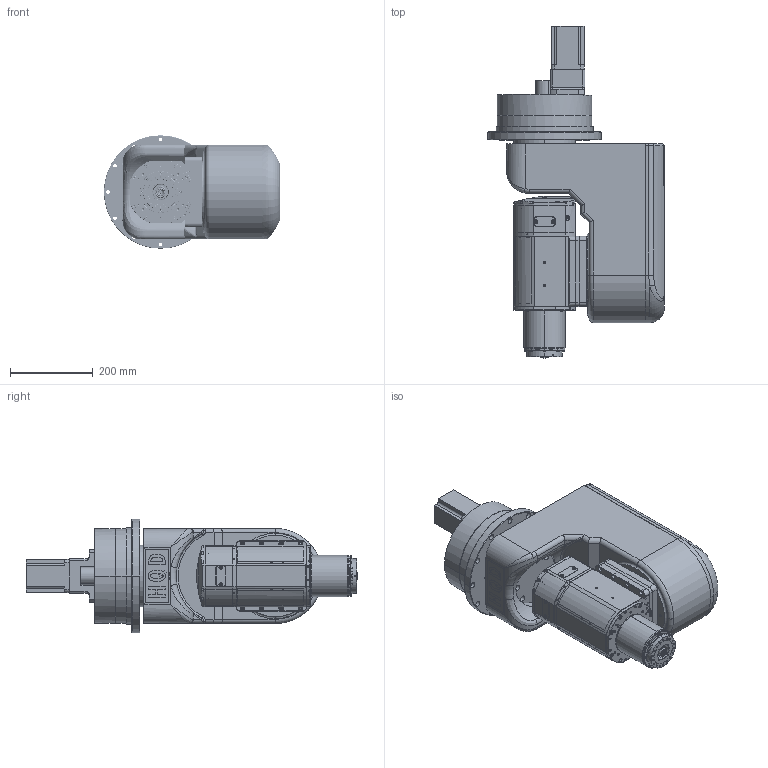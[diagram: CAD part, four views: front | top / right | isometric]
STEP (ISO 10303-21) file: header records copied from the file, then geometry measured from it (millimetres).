
FILE_DESCRIPTION (( 'STEP AP214' ), '1' );
FILE_NAME ('HQ／AC-D90-75（GDL75-HSK63F-24Z／17长鼻款）.STEP', '2025-07-15T03:02:42', ( 'Sysceo.com' ), ( '' ), 'SwSTEP 2.0', 'SolidWorks 2018', '' );
FILE_SCHEMA (( 'AUTOMOTIVE_DESIGN' ));
Length unit declared in the file: millimetre
Products named in the file (2): HQ／AC-D90-75（GDL75-HSK63F-24Z／17长鼻款）
Bounding box: 427.5 x 804.3 x 275 mm (x, y, z)
Volume: 15099067 mm3; surface area: 2175999.6 mm2
Topology: 89 solids, 89 shells, 3044 faces, 7899 edges, 5046 vertices
Faces by surface type: cylinder 1449, plane 1054, cone 391, torus 117, bspline 33
Entity records: 143808 total; most frequent: CARTESIAN_POINT 33868, DIRECTION 16024, ORIENTED_EDGE 15434, EDGE_CURVE 7717, AXIS2_PLACEMENT_3D 6275, VERTEX_POINT 5046, EDGE_LOOP 3815, LINE 3474
